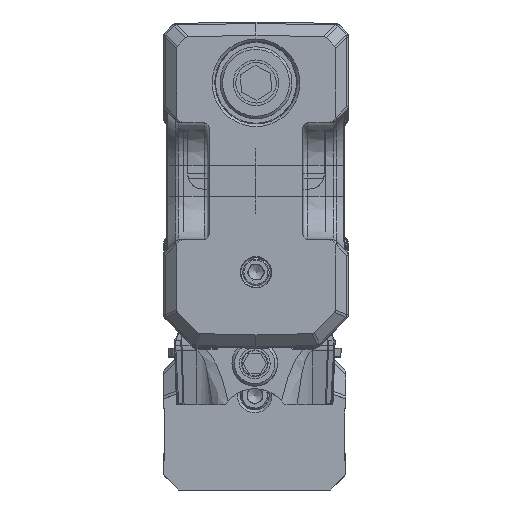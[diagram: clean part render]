
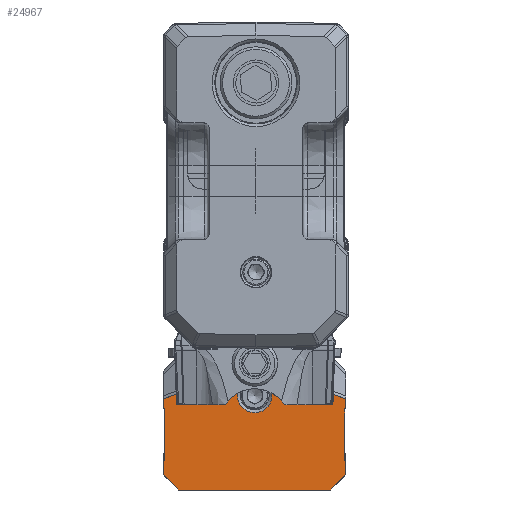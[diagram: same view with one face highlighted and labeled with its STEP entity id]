
A CAD part, front view. The second image highlights one B-rep face of the part: STEP entity #24967.
In plain terms, the highlighted planar face has unit normal (0, -1, 0).
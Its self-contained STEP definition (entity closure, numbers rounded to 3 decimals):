
#4104=FACE_BOUND('',#39362,.T.);
#4105=FACE_BOUND('',#39363,.T.);
#24967=ADVANCED_FACE('',(#4104,#4105),#28853,.F.);
#28853=PLANE('',#120317);
#39362=EDGE_LOOP('',(#58646,#58647,#58648,#58649,#58650,#58651,#58652,#58653,
#58654,#58655,#58656,#58657,#58658,#58659,#58660,#58661,#58662,#58663,#58664,
#58665,#58666,#58667));
#39363=EDGE_LOOP('',(#58668));
#58646=ORIENTED_EDGE('',*,*,#87390,.T.);
#58647=ORIENTED_EDGE('',*,*,#84485,.T.);
#58648=ORIENTED_EDGE('',*,*,#84486,.F.);
#58649=ORIENTED_EDGE('',*,*,#84504,.T.);
#58650=ORIENTED_EDGE('',*,*,#87389,.T.);
#58651=ORIENTED_EDGE('',*,*,#87138,.T.);
#58652=ORIENTED_EDGE('',*,*,#85072,.F.);
#58653=ORIENTED_EDGE('',*,*,#87205,.T.);
#58654=ORIENTED_EDGE('',*,*,#87377,.T.);
#58655=ORIENTED_EDGE('',*,*,#84559,.T.);
#58656=ORIENTED_EDGE('',*,*,#84545,.T.);
#58657=ORIENTED_EDGE('',*,*,#84534,.T.);
#58658=ORIENTED_EDGE('',*,*,#85059,.T.);
#58659=ORIENTED_EDGE('',*,*,#87208,.F.);
#58660=ORIENTED_EDGE('',*,*,#86856,.F.);
#58661=ORIENTED_EDGE('',*,*,#86858,.F.);
#58662=ORIENTED_EDGE('',*,*,#87267,.F.);
#58663=ORIENTED_EDGE('',*,*,#85010,.T.);
#58664=ORIENTED_EDGE('',*,*,#87269,.T.);
#58665=ORIENTED_EDGE('',*,*,#87163,.T.);
#58666=ORIENTED_EDGE('',*,*,#87162,.T.);
#58667=ORIENTED_EDGE('',*,*,#86843,.T.);
#58668=ORIENTED_EDGE('',*,*,#84786,.T.);
#73687=VERTEX_POINT('',#173514);
#73688=VERTEX_POINT('',#173516);
#73689=VERTEX_POINT('',#173520);
#73704=VERTEX_POINT('',#173554);
#73725=VERTEX_POINT('',#173611);
#73728=VERTEX_POINT('',#173616);
#73738=VERTEX_POINT('',#173640);
#73747=VERTEX_POINT('',#173664);
#73933=VERTEX_POINT('',#174228);
#74111=VERTEX_POINT('',#174735);
#74112=VERTEX_POINT('',#174737);
#74158=VERTEX_POINT('',#174896);
#74167=VERTEX_POINT('',#174920);
#74168=VERTEX_POINT('',#174922);
#75293=VERTEX_POINT('',#186542);
#75294=VERTEX_POINT('',#186544);
#75300=VERTEX_POINT('',#186565);
#75301=VERTEX_POINT('',#186567);
#75302=VERTEX_POINT('',#186571);
#75420=VERTEX_POINT('',#188251);
#75431=VERTEX_POINT('',#188334);
#75432=VERTEX_POINT('',#188338);
#75446=VERTEX_POINT('',#188493);
#84485=EDGE_CURVE('',#73687,#73688,#96512,.T.);
#84486=EDGE_CURVE('',#73689,#73688,#96513,.T.);
#84504=EDGE_CURVE('',#73689,#73704,#96526,.T.);
#84534=EDGE_CURVE('',#73725,#73728,#96547,.T.);
#84545=EDGE_CURVE('',#73738,#73725,#96553,.T.);
#84559=EDGE_CURVE('',#73747,#73738,#96564,.T.);
#84786=EDGE_CURVE('',#73933,#73933,#111039,.T.);
#85010=EDGE_CURVE('',#74112,#74111,#96776,.T.);
#85059=EDGE_CURVE('',#73728,#74158,#96795,.T.);
#85072=EDGE_CURVE('',#74167,#74168,#96805,.T.);
#86843=EDGE_CURVE('',#75294,#75293,#97433,.T.);
#86856=EDGE_CURVE('',#75301,#75300,#111599,.T.);
#86858=EDGE_CURVE('',#75302,#75301,#97446,.T.);
#87138=EDGE_CURVE('',#75420,#74168,#97594,.T.);
#87162=EDGE_CURVE('',#75431,#75294,#111633,.T.);
#87163=EDGE_CURVE('',#75432,#75431,#97610,.T.);
#87205=EDGE_CURVE('',#74167,#75446,#97644,.T.);
#87208=EDGE_CURVE('',#75300,#74158,#97647,.T.);
#87267=EDGE_CURVE('',#74112,#75302,#111649,.T.);
#87269=EDGE_CURVE('',#74111,#75432,#111650,.T.);
#87377=EDGE_CURVE('',#75446,#73747,#97745,.T.);
#87389=EDGE_CURVE('',#73704,#75420,#97757,.T.);
#87390=EDGE_CURVE('',#75293,#73687,#97758,.T.);
#96512=LINE('',#173517,#104773);
#96513=LINE('',#173519,#104774);
#96526=LINE('',#173555,#104787);
#96547=LINE('',#173617,#104808);
#96553=LINE('',#173639,#104814);
#96564=LINE('',#173667,#104825);
#96776=LINE('',#174736,#105037);
#96795=LINE('',#174897,#105056);
#96805=LINE('',#174921,#105066);
#97433=LINE('',#186543,#105767);
#97446=LINE('',#186572,#105780);
#97594=LINE('',#188253,#105928);
#97610=LINE('',#188337,#105944);
#97644=LINE('',#188494,#105978);
#97647=LINE('',#188500,#105981);
#97745=LINE('',#189167,#106079);
#97757=LINE('',#189197,#106091);
#97758=LINE('',#189200,#106092);
#104773=VECTOR('',#133488,1.);
#104774=VECTOR('',#133491,1.);
#104787=VECTOR('',#133518,1.);
#104808=VECTOR('',#133573,1.);
#104814=VECTOR('',#133593,1.);
#104825=VECTOR('',#133616,1.);
#105037=VECTOR('',#134558,1.);
#105056=VECTOR('',#134619,1.);
#105066=VECTOR('',#134639,1.);
#105767=VECTOR('',#137374,1.);
#105780=VECTOR('',#137401,1.);
#105928=VECTOR('',#137917,1.);
#105944=VECTOR('',#137999,1.);
#105978=VECTOR('',#138089,1.);
#105981=VECTOR('',#138096,1.);
#106079=VECTOR('',#138520,1.);
#106091=VECTOR('',#138568,1.);
#106092=VECTOR('',#138573,1.);
#111039=CIRCLE('',#118659,1.7);
#111599=CIRCLE('',#119884,0.8);
#111633=CIRCLE('',#120101,0.8);
#111649=CIRCLE('',#120193,0.8);
#111650=CIRCLE('',#120197,0.8);
#118659=AXIS2_PLACEMENT_3D('',#174227,#134093,#134094);
#119884=AXIS2_PLACEMENT_3D('',#186568,#137396,#137397);
#120101=AXIS2_PLACEMENT_3D('',#188335,#137995,#137996);
#120193=AXIS2_PLACEMENT_3D('',#188817,#138240,#138241);
#120197=AXIS2_PLACEMENT_3D('',#188822,#138249,#138250);
#120317=AXIS2_PLACEMENT_3D('',#189202,#138576,#138577);
#133488=DIRECTION('',(1.,0.,0.));
#133491=DIRECTION('',(0.,0.,1.));
#133518=DIRECTION('',(-1.,0.,0.));
#133573=DIRECTION('',(1.,0.,0.));
#133593=DIRECTION('',(0.,0.,1.));
#133616=DIRECTION('',(-1.,0.,0.));
#134093=DIRECTION('',(0.,1.,0.));
#134094=DIRECTION('',(-1.,0.,0.));
#134558=DIRECTION('',(-1.,0.,0.));
#134619=DIRECTION('',(0.,0.,1.));
#134639=DIRECTION('',(-1.,0.,0.));
#137374=DIRECTION('',(-0.94,0.,-0.342));
#137396=DIRECTION('',(0.,-1.,0.));
#137397=DIRECTION('',(-1.,0.,0.));
#137401=DIRECTION('',(-0.5,0.,-0.866));
#137917=DIRECTION('',(0.707,0.,-0.707));
#137995=DIRECTION('',(0.,1.,0.));
#137996=DIRECTION('',(-1.,0.,0.));
#137999=DIRECTION('',(0.5,0.,-0.866));
#138089=DIRECTION('',(0.707,0.,0.707));
#138096=DIRECTION('',(0.94,0.,-0.342));
#138240=DIRECTION('',(0.,1.,0.));
#138241=DIRECTION('',(-1.,0.,0.));
#138249=DIRECTION('',(0.,-1.,0.));
#138250=DIRECTION('',(-1.,0.,0.));
#138520=DIRECTION('',(0.,0.,1.));
#138568=DIRECTION('',(0.,0.,-1.));
#138573=DIRECTION('',(0.,0.,-1.));
#138576=DIRECTION('',(0.,1.,0.));
#138577=DIRECTION('',(0.,0.,1.));
#173514=CARTESIAN_POINT('',(-9.,452.5,-38.2));
#173516=CARTESIAN_POINT('',(-8.885,452.5,-38.2));
#173517=CARTESIAN_POINT('',(0.,452.5,-38.2));
#173519=CARTESIAN_POINT('',(-8.885,452.5,-46.2));
#173520=CARTESIAN_POINT('',(-8.885,452.5,-43.285));
#173554=CARTESIAN_POINT('',(-9.,452.5,-43.285));
#173555=CARTESIAN_POINT('',(0.,452.5,-43.285));
#173611=CARTESIAN_POINT('',(8.885,452.5,-38.2));
#173616=CARTESIAN_POINT('',(9.,452.5,-38.2));
#173617=CARTESIAN_POINT('',(0.,452.5,-38.2));
#173639=CARTESIAN_POINT('',(8.885,452.5,-46.2));
#173640=CARTESIAN_POINT('',(8.885,452.5,-43.285));
#173664=CARTESIAN_POINT('',(9.,452.5,-43.285));
#173667=CARTESIAN_POINT('',(0.,452.5,-43.285));
#174227=CARTESIAN_POINT('',(0.,452.5,-36.874));
#174228=CARTESIAN_POINT('',(-1.7,452.5,-36.874));
#174735=CARTESIAN_POINT('',(-5.922,452.5,-33.2));
#174736=CARTESIAN_POINT('',(0.,452.5,-33.2));
#174737=CARTESIAN_POINT('',(5.922,452.5,-33.2));
#174896=CARTESIAN_POINT('',(9.,452.5,-37.2));
#174897=CARTESIAN_POINT('',(9.,452.5,-46.2));
#174920=CARTESIAN_POINT('',(7.5,452.5,-46.2));
#174921=CARTESIAN_POINT('',(0.,452.5,-46.2));
#174922=CARTESIAN_POINT('',(-7.5,452.5,-46.2));
#186542=CARTESIAN_POINT('',(-9.,452.5,-37.2));
#186543=CARTESIAN_POINT('',(-3.945,452.5,-35.36));
#186544=CARTESIAN_POINT('',(-5.922,452.5,-36.08));
#186565=CARTESIAN_POINT('',(5.922,452.5,-36.08));
#186567=CARTESIAN_POINT('',(5.502,452.5,-34.928));
#186568=CARTESIAN_POINT('',(6.195,452.5,-35.328));
#186571=CARTESIAN_POINT('',(5.985,452.5,-34.092));
#186572=CARTESIAN_POINT('',(-0.754,452.5,-45.765));
#188251=CARTESIAN_POINT('',(-9.,452.5,-44.7));
#188253=CARTESIAN_POINT('',(-3.75,452.5,-49.95));
#188334=CARTESIAN_POINT('',(-5.502,452.5,-34.928));
#188335=CARTESIAN_POINT('',(-6.195,452.5,-35.328));
#188337=CARTESIAN_POINT('',(0.754,452.5,-45.765));
#188338=CARTESIAN_POINT('',(-5.985,452.5,-34.092));
#188493=CARTESIAN_POINT('',(9.,452.5,-44.7));
#188494=CARTESIAN_POINT('',(3.75,452.5,-49.95));
#188500=CARTESIAN_POINT('',(3.945,452.5,-35.36));
#188817=CARTESIAN_POINT('',(5.292,452.5,-33.692));
#188822=CARTESIAN_POINT('',(-5.292,452.5,-33.692));
#189167=CARTESIAN_POINT('',(9.,452.5,-46.2));
#189197=CARTESIAN_POINT('',(-9.,452.5,-46.2));
#189200=CARTESIAN_POINT('',(-9.,452.5,-46.2));
#189202=CARTESIAN_POINT('',(0.,452.5,-46.2));
